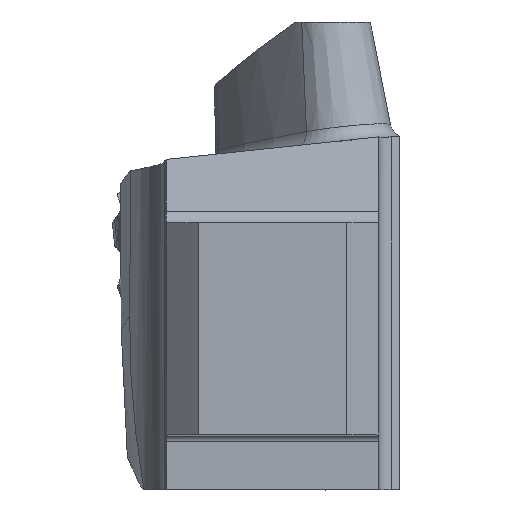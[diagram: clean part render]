
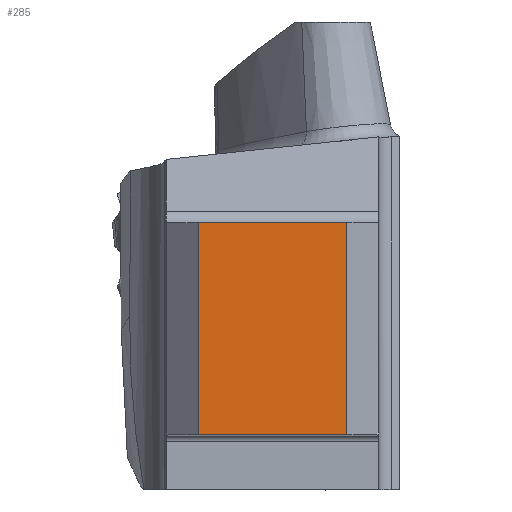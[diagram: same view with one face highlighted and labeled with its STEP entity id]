
A CAD part, top view. The second image highlights one B-rep face of the part: STEP entity #285.
In plain terms, the highlighted planar face has unit normal (0, 0, 1).
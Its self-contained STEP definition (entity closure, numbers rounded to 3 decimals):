
#285=ADVANCED_FACE('CU_BACK_SU1',(#564),#473,.F.);
#473=PLANE('',#3722);
#564=FACE_OUTER_BOUND('',#753,.T.);
#753=EDGE_LOOP('',(#1186,#1187,#1188,#1189));
#1186=ORIENTED_EDGE('',*,*,#2598,.F.);
#1187=ORIENTED_EDGE('',*,*,#2599,.T.);
#1188=ORIENTED_EDGE('',*,*,#2600,.T.);
#1189=ORIENTED_EDGE('',*,*,#2601,.T.);
#2245=VERTEX_POINT('',#4960);
#2246=VERTEX_POINT('',#4961);
#2247=VERTEX_POINT('',#4963);
#2248=VERTEX_POINT('',#4965);
#2598=EDGE_CURVE('',#2245,#2246,#3114,.T.);
#2599=EDGE_CURVE('',#2245,#2247,#3115,.T.);
#2600=EDGE_CURVE('',#2247,#2248,#3116,.T.);
#2601=EDGE_CURVE('',#2248,#2246,#3117,.T.);
#3114=LINE('',#4959,#3380);
#3115=LINE('',#4962,#3381);
#3116=LINE('',#4964,#3382);
#3117=LINE('',#4966,#3383);
#3380=VECTOR('',#4061,1.);
#3381=VECTOR('',#4062,1.);
#3382=VECTOR('',#4063,1.);
#3383=VECTOR('',#4064,1.);
#3722=AXIS2_PLACEMENT_3D('',#4967,#4065,#4066);
#4061=DIRECTION('',(0.,1.,0.));
#4062=DIRECTION('',(1.,0.,0.));
#4063=DIRECTION('',(0.,1.,0.));
#4064=DIRECTION('',(-1.,0.,0.));
#4065=DIRECTION('',(0.,0.,-1.));
#4066=DIRECTION('',(0.113,-0.994,0.));
#4959=CARTESIAN_POINT('',(-16.925,0.,0.));
#4960=CARTESIAN_POINT('',(-16.925,0.,0.));
#4961=CARTESIAN_POINT('',(-16.925,19.925,0.));
#4962=CARTESIAN_POINT('',(22.996,0.,0.));
#4963=CARTESIAN_POINT('',(-3.,0.,0.));
#4964=CARTESIAN_POINT('',(-3.,0.,0.));
#4965=CARTESIAN_POINT('',(-3.,19.925,0.));
#4966=CARTESIAN_POINT('',(22.996,19.925,0.));
#4967=CARTESIAN_POINT('',(22.996,39.925,0.));
